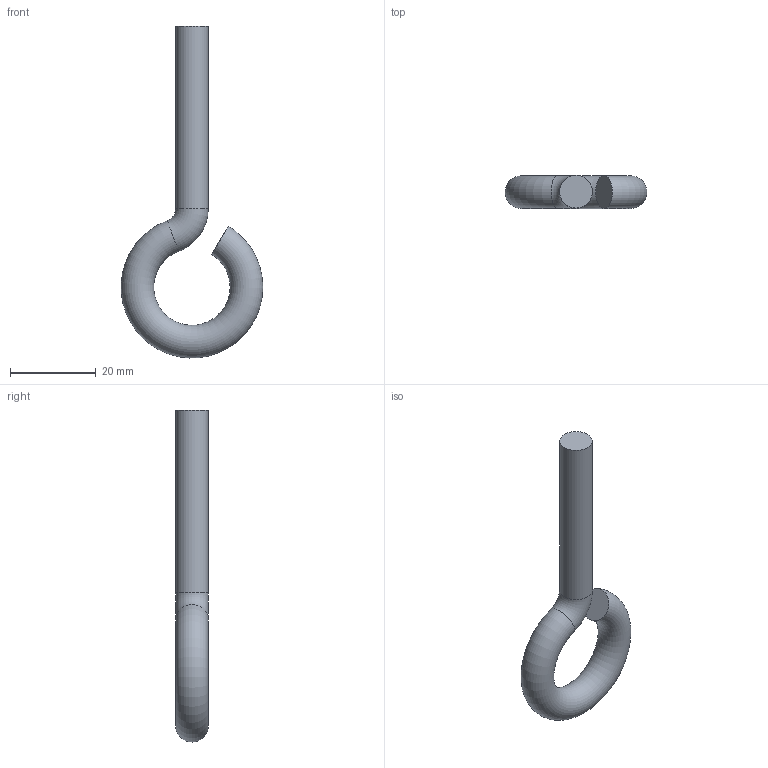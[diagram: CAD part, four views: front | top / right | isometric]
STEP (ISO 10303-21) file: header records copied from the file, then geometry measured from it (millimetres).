
FILE_DESCRIPTION( ( '' ), ' ' );
FILE_NAME( '5bf4fb99f2d64e14e9d7b52c.step', '2018-11-21T06:30:49', ( '' ), ( '' ), ' ', ' ', ' ' );
FILE_SCHEMA( ( 'AUTOMOTIVE_DESIGN { 1 0 10303 214 1 1 1 1 }' ) );
Length unit declared in the file: metre
Products named in the file (1): Boom Pulley Hook
Bounding box: 32.99 x 7.62 x 77.3 mm (x, y, z)
Volume: 5435.7 mm3; surface area: 2944.6 mm2
Topology: 1 solids, 1 shells, 5 faces, 8 edges, 5 vertices
Faces by surface type: plane 2, torus 2, cylinder 1
Full cylindrical faces by diameter (mm): 7.62 x1
Entity records: 154 total; most frequent: DIRECTION 20, CARTESIAN_POINT 15, AXIS2_PLACEMENT_3D 10, FACE_OUTER_BOUND 8, EDGE_LOOP 8, ORIENTED_EDGE 8, STYLED_ITEM 5, PRESENTATION_STYLE_ASSIGNMENT 5
